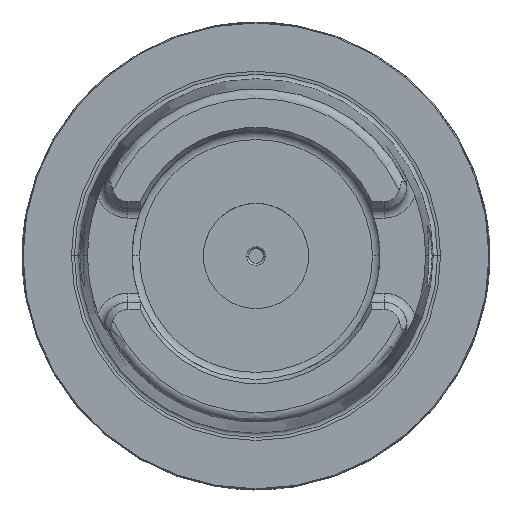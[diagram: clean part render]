
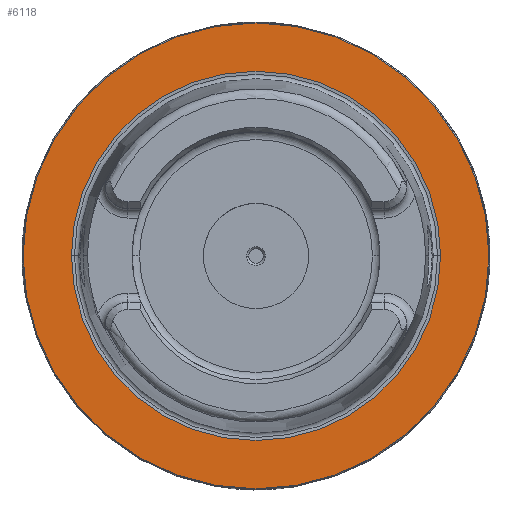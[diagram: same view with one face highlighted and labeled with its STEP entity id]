
A CAD part, top view. The second image highlights one B-rep face of the part: STEP entity #6118.
In plain terms, the highlighted planar face has unit normal (0, 0, 1).
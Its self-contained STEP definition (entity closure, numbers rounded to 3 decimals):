
#1955=CARTESIAN_POINT('',(0.,0.,0.));
#1956=DIRECTION('',(0.,0.,1.));
#1957=DIRECTION('',(1.,0.,0.));
#1958=AXIS2_PLACEMENT_3D('',#1955,#1956,#1957);
#1971=CARTESIAN_POINT('',(0.,0.,0.));
#1972=DIRECTION('',(0.,0.,-1.));
#1973=DIRECTION('',(1.,0.,0.));
#1974=AXIS2_PLACEMENT_3D('',#1971,#1972,#1973);
#1993=CARTESIAN_POINT('',(0.,0.,0.));
#1994=DIRECTION('',(0.,0.,1.));
#1995=DIRECTION('',(1.,0.,0.));
#1996=AXIS2_PLACEMENT_3D('',#1993,#1994,#1995);
#4414=CARTESIAN_POINT('',(0.,0.,0.));
#4415=DIRECTION('',(0.,0.,-1.));
#4416=DIRECTION('',(1.,0.,0.));
#4417=AXIS2_PLACEMENT_3D('',#4414,#4415,#4416);
#4510=CARTESIAN_POINT('',(39.464,0.,0.));
#4512=VERTEX_POINT('',#4510);
#4522=CARTESIAN_POINT('',(-39.464,0.,0.));
#4524=VERTEX_POINT('',#4522);
#4756=CARTESIAN_POINT('',(49.8,0.,0.));
#4757=CARTESIAN_POINT('',(-49.8,0.,0.));
#4758=VERTEX_POINT('',#4756);
#4759=VERTEX_POINT('',#4757);
#6102=CARTESIAN_POINT('',(0.,0.,0.));
#6103=DIRECTION('',(0.,0.,-1.));
#6104=DIRECTION('',(-1.,0.,0.));
#6105=AXIS2_PLACEMENT_3D('',#6102,#6103,#6104);
#6106=PLANE('',#6105);
#6107=ORIENTED_EDGE('',*,*,#6092,.F.);
#6109=ORIENTED_EDGE('',*,*,#6108,.T.);
#6110=EDGE_LOOP('',(#6107,#6109));
#6111=FACE_OUTER_BOUND('',#6110,.F.);
#6113=ORIENTED_EDGE('',*,*,#6112,.F.);
#6115=ORIENTED_EDGE('',*,*,#6114,.T.);
#6116=EDGE_LOOP('',(#6113,#6115));
#6117=FACE_BOUND('',#6116,.F.);
#1959=CIRCLE('',#1958,49.8);
#1975=CIRCLE('',#1974,39.464);
#1997=CIRCLE('',#1996,39.464);
#4418=CIRCLE('',#4417,49.8);
#6092=EDGE_CURVE('',#4758,#4759,#1959,.T.);
#6108=EDGE_CURVE('',#4758,#4759,#4418,.T.);
#6112=EDGE_CURVE('',#4512,#4524,#1975,.T.);
#6114=EDGE_CURVE('',#4512,#4524,#1997,.T.);
#6118=ADVANCED_FACE('',(#6111,#6117),#6106,.F.);
